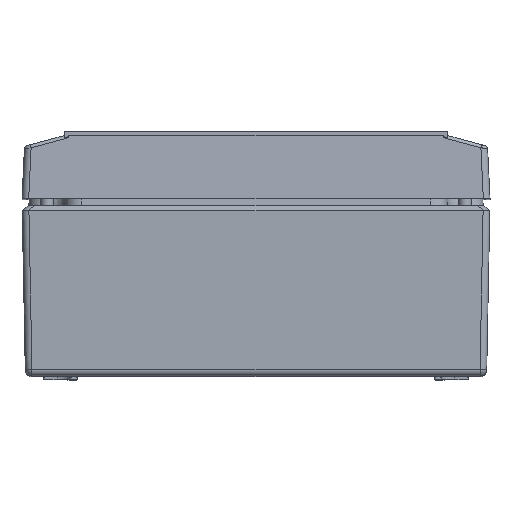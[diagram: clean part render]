
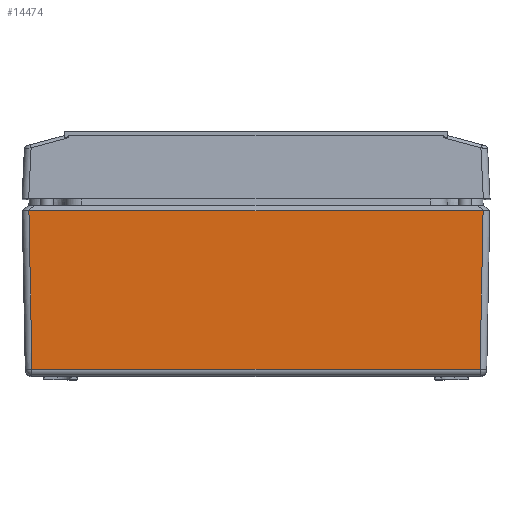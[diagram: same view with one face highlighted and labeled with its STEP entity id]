
A CAD part, top view. The second image highlights one B-rep face of the part: STEP entity #14474.
In plain terms, the highlighted planar face has unit normal (0, -0.019, 1).
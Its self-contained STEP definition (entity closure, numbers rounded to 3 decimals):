
#2633=FACE_OUTER_BOUND('',#3746,.T.);
#3746=EDGE_LOOP('',(#12238,#12239,#12240,#12241));
#4693=LINE('',#38428,#5517);
#4694=LINE('',#38430,#5518);
#4695=LINE('',#38432,#5519);
#4696=LINE('',#38433,#5520);
#5517=VECTOR('',#19308,1000.);
#5518=VECTOR('',#19309,1000.);
#5519=VECTOR('',#19310,1000.);
#5520=VECTOR('',#19311,1000.);
#7086=VERTEX_POINT('',#38426);
#7087=VERTEX_POINT('',#38427);
#7088=VERTEX_POINT('',#38429);
#7089=VERTEX_POINT('',#38431);
#8879=EDGE_CURVE('',#7086,#7087,#4693,.T.);
#8880=EDGE_CURVE('',#7087,#7088,#4694,.T.);
#8881=EDGE_CURVE('',#7088,#7089,#4695,.T.);
#8882=EDGE_CURVE('',#7089,#7086,#4696,.T.);
#12238=ORIENTED_EDGE('',*,*,#8879,.T.);
#12239=ORIENTED_EDGE('',*,*,#8880,.T.);
#12240=ORIENTED_EDGE('',*,*,#8881,.T.);
#12241=ORIENTED_EDGE('',*,*,#8882,.T.);
#13764=PLANE('',#15945);
#14474=ADVANCED_FACE('',(#2633),#13764,.T.);
#15945=AXIS2_PLACEMENT_3D('',#38425,#19306,#19307);
#19306=DIRECTION('center_axis',(0.,-0.019,1.));
#19307=DIRECTION('ref_axis',(0.,-1.,-0.019));
#19308=DIRECTION('',(1.,0.,0.));
#19309=DIRECTION('',(0.019,1.,0.019));
#19310=DIRECTION('',(-1.,0.,0.));
#19311=DIRECTION('',(0.019,-1.,-0.019));
#38425=CARTESIAN_POINT('Origin',(-70.,0.,70.));
#38426=CARTESIAN_POINT('',(-67.02,-51.038,69.02));
#38427=CARTESIAN_POINT('',(67.02,-51.038,69.02));
#38428=CARTESIAN_POINT('',(68.982,-51.038,69.02));
#38429=CARTESIAN_POINT('',(67.933,-3.5,69.933));
#38430=CARTESIAN_POINT('',(67.95,-2.648,69.949));
#38431=CARTESIAN_POINT('',(-67.933,-3.5,69.933));
#38432=CARTESIAN_POINT('',(-69.962,-3.5,69.933));
#38433=CARTESIAN_POINT('',(-68.001,0.038,70.001));
